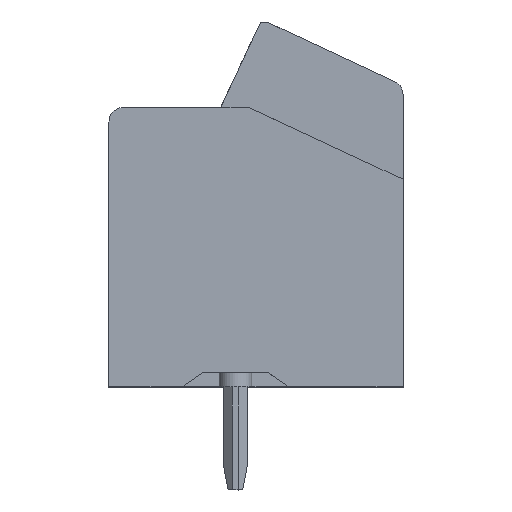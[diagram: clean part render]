
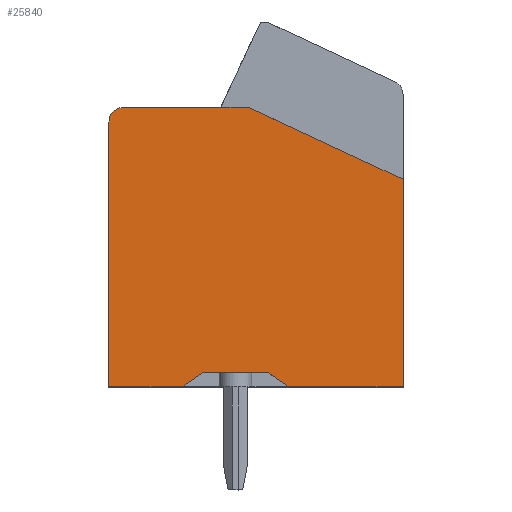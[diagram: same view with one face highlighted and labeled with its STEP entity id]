
A CAD part, top view. The second image highlights one B-rep face of the part: STEP entity #25840.
In plain terms, the highlighted planar face has unit normal (0, 0, 1).
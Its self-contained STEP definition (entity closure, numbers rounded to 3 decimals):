
#3970=CARTESIAN_POINT('',(31.516,44.926,
1.9));
#3980=VERTEX_POINT('',#3970);
#4130=CARTESIAN_POINT('',(31.516,39.129,
1.9));
#4140=VERTEX_POINT('',#4130);
#4170=CARTESIAN_POINT('',(31.516,44.156,1.9));
#4180=DIRECTION('',(0.,-1.,0.));
#4190=VECTOR('',#4180,1.);
#4200=LINE('',#4170,#4190);
#4210=EDGE_CURVE('',#3980,#4140,#4200,.T.);
#10840=CARTESIAN_POINT('',(31.861,39.29,
1.9));
#10850=DIRECTION('',(0.906,0.423,
0.));
#10860=VECTOR('',#10850,1.);
#10870=LINE('',#10840,#10860);
#10880=CARTESIAN_POINT('',(25.127,36.15,
1.9));
#10890=VERTEX_POINT('',#10880);
#10900=EDGE_CURVE('',#10890,#4140,#10870,.T.);
#13000=CARTESIAN_POINT('',(31.117,45.784,
1.9));
#13010=VERTEX_POINT('',#13000);
#13060=CARTESIAN_POINT('',(31.875,44.156,1.9))
;
#13070=DIRECTION('',(0.423,-0.906,
0.));
#13080=VECTOR('',#13070,1.);
#13090=LINE('',#13060,#13080);
#13100=EDGE_CURVE('',#13010,#3980,#13090,.T.);
#18100=CARTESIAN_POINT('',(22.706,42.524,
1.9));
#18110=VERTEX_POINT('',#18100);
#18140=CARTESIAN_POINT('',(21.945,44.156,
1.9));
#18150=DIRECTION('',(-0.423,0.906,0.));
#18160=VECTOR('',#18150,1.);
#18170=LINE('',#18140,#18160);
#18180=CARTESIAN_POINT('',(23.636,40.53,
1.9));
#18190=VERTEX_POINT('',#18180);
#18200=EDGE_CURVE('',#18190,#18110,#18170,.T.);
#25200=CARTESIAN_POINT('',(29.568,47.69,
1.9));
#25210=DIRECTION('',(0.,0.,1.));
#25220=DIRECTION('',(0.423,-0.906,
0.));
#25230=AXIS2_PLACEMENT_3D('',#25200,#25210,#25220);
#25240=PLANE('',#25230);
#25250=ORIENTED_EDGE('',*,*,#4210,.F.);
#25260=ORIENTED_EDGE('',*,*,#10900,.T.);
#25270=CARTESIAN_POINT('',(21.393,44.156,
1.9));
#25280=DIRECTION('',(-0.423,0.906,0.));
#25290=VECTOR('',#25280,1.);
#25300=LINE('',#25270,#25290);
#25310=CARTESIAN_POINT('',(23.485,39.671,
1.9));
#25320=VERTEX_POINT('',#25310);
#25330=EDGE_CURVE('',#10890,#25320,#25300,.T.);
#25340=ORIENTED_EDGE('',*,*,#25330,.F.);
#25350=CARTESIAN_POINT('',(24.275,44.156,
1.9));
#25360=DIRECTION('',(0.174,0.985,
0.));
#25370=VECTOR('',#25360,1.);
#25380=LINE('',#25350,#25370);
#25390=EDGE_CURVE('',#25320,#18190,#25380,.T.);
#25400=ORIENTED_EDGE('',*,*,#25390,.F.);
#25410=ORIENTED_EDGE('',*,*,#18200,.F.);
#25420=CARTESIAN_POINT('',(31.861,37.238,
1.9));
#25430=DIRECTION('',(-0.866,0.5,0.));
#25440=VECTOR('',#25430,1.);
#25450=LINE('',#25420,#25440);
#25460=CARTESIAN_POINT('',(21.951,42.96,
1.9));
#25470=VERTEX_POINT('',#25460);
#25480=EDGE_CURVE('',#18110,#25470,#25450,.T.);
#25490=ORIENTED_EDGE('',*,*,#25480,.F.);
#25500=CARTESIAN_POINT('',(21.393,44.156,
1.9));
#25510=DIRECTION('',(-0.423,0.906,0.));
#25520=VECTOR('',#25510,1.);
#25530=LINE('',#25500,#25520);
#25540=CARTESIAN_POINT('',(20.901,45.213,
1.9));
#25550=VERTEX_POINT('',#25540);
#25560=EDGE_CURVE('',#25470,#25550,#25530,.T.);
#25570=ORIENTED_EDGE('',*,*,#25560,.F.);
#25580=CARTESIAN_POINT('',(31.861,50.323,
1.9));
#25590=DIRECTION('',(0.906,0.423,
0.));
#25600=VECTOR('',#25590,1.);
#25610=LINE('',#25580,#25600);
#25620=CARTESIAN_POINT('',(29.057,49.016,
1.9));
#25630=VERTEX_POINT('',#25620);
#25640=EDGE_CURVE('',#25550,#25630,#25610,.T.);
#25650=ORIENTED_EDGE('',*,*,#25640,.F.);
#25660=CARTESIAN_POINT('',(29.269,48.563,
1.9));
#25670=DIRECTION('',(0.,0.,1.));
#25680=DIRECTION('',(1.,0.,0.));
#25690=AXIS2_PLACEMENT_3D('',#25660,#25670,#25680);
#25700=CIRCLE('',#25690,0.5);
#25710=CARTESIAN_POINT('',(29.722,48.774,
1.9));
#25720=VERTEX_POINT('',#25710);
#25730=EDGE_CURVE('',#25720,#25630,#25700,.T.);
#25740=ORIENTED_EDGE('',*,*,#25730,.T.);
#25750=CARTESIAN_POINT('',(31.875,44.156,
1.9));
#25760=DIRECTION('',(0.423,-0.906,
0.));
#25770=VECTOR('',#25760,1.);
#25780=LINE('',#25750,#25770);
#25790=EDGE_CURVE('',#25720,#13010,#25780,.T.);
#25800=ORIENTED_EDGE('',*,*,#25790,.F.);
#25810=ORIENTED_EDGE('',*,*,#13100,.F.);
#25820=EDGE_LOOP('',(#25810,#25800,#25740,#25650,#25570,#25490,#25410,
#25400,#25340,#25260,#25250));
#25830=FACE_OUTER_BOUND('',#25820,.T.);
#25840=ADVANCED_FACE('',(#25830),#25240,.T.);
